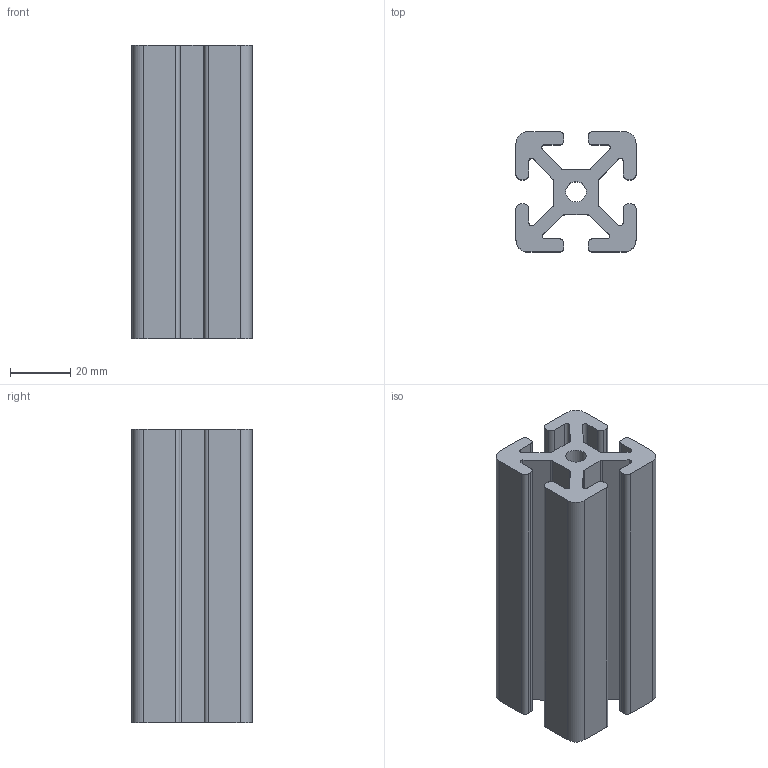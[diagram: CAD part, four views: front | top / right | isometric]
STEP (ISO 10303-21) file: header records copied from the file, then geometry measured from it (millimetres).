
FILE_DESCRIPTION(/* description */ (''),/* implementation_level */ '2;1');
FILE_NAME(/* name */ '40mm X 40mm 97.8 mm v1.step',/* time_stamp */ '2022-03-25T20:06:32-04:00',/* author */ (''),/* organization */ (''),/* preprocessor_version */ 'ST-DEVELOPER v18.1',/* originating_system */ 'Autodesk Translation Framework v10.13.0.1454',/* authorisation */ '');
FILE_SCHEMA (('AUTOMOTIVE_DESIGN { 1 0 10303 214 3 1 1 }'));
Length unit declared in the file: millimetre
Products named in the file (1): 40mm X 40mm 97.8 mm
Bounding box: 40 x 40 x 97.8 mm (x, y, z)
Volume: 83093.2 mm3; surface area: 35348 mm2
Topology: 1 solids, 1 shells, 77 faces, 225 edges, 150 vertices
Faces by surface type: plane 40, cylinder 37
Full cylindrical faces by diameter (mm): 6.81 x1
Entity records: 2610 total; most frequent: DIRECTION 455, CARTESIAN_POINT 453, ORIENTED_EDGE 450, EDGE_CURVE 225, AXIS2_PLACEMENT_3D 152, LINE 151, VECTOR 151, VERTEX_POINT 150
